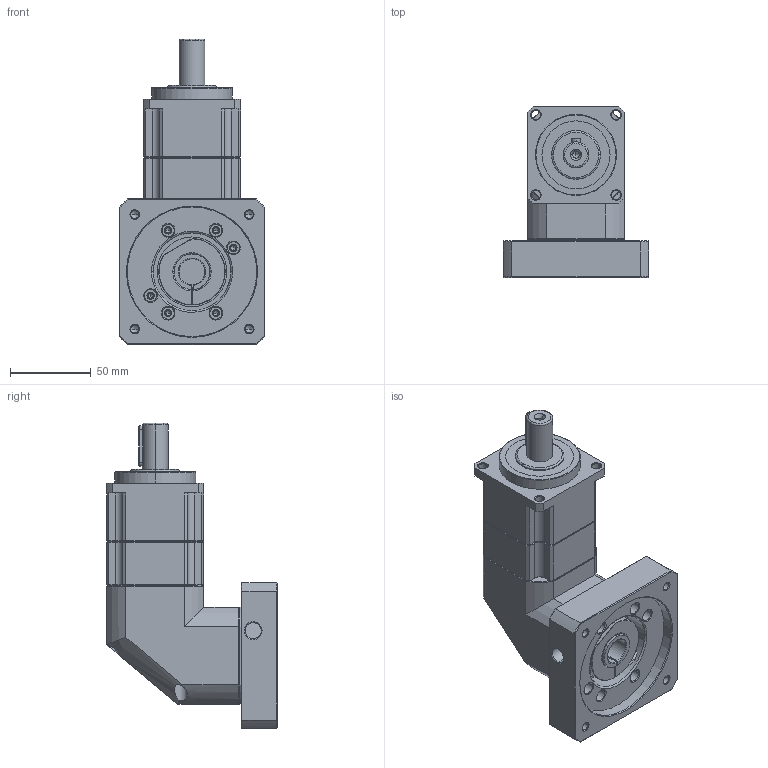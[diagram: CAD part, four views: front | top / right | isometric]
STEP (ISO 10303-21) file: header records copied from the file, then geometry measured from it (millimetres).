
FILE_DESCRIPTION (( 'STEP AP214' ), '1' );
FILE_NAME ('SBL060-L2-16-80-100M6.STEP', '2021-12-25T06:46:29', ( 'admin' ), ( '' ), 'SwSTEP 2.0', 'SolidWorks 2013', '' );
FILE_SCHEMA (( 'AUTOMOTIVE_DESIGN' ));
Length unit declared in the file: millimetre
Products named in the file (7): SB060_X2_8F9351FA7AEF_X0_; SBL060-80-100M6; SBL060_X2_8F9351658F7495017D2773AF_X0_-19; SBL060-19; SBL060-L2-16-80-100M6; 19_X2_8F6C_X0_16_X2_5957_X0_; SB060_X2_4E007EA79F7F5708_X0_
Assembly tree (6 placements, depth 2):
  SBL060-L2-16-80-100M6
    SBL060-19
    SBL060_X2_8F9351658F7495017D2773AF_X0_-19
    SBL060-80-100M6
    SB060_X2_8F9351FA7AEF_X0_
    SB060_X2_4E007EA79F7F5708_X0_
    19_X2_8F6C_X0_16_X2_5957_X0_
Bounding box: 90 x 105.5 x 188.5 mm (x, y, z)
Volume: 628004.3 mm3; surface area: 109495.3 mm2
Topology: 12 solids, 12 shells, 553 faces, 1349 edges, 821 vertices
Faces by surface type: cylinder 191, plane 185, cone 151, bspline 26
Entity records: 23755 total; most frequent: CARTESIAN_POINT 4505, DIRECTION 2747, ORIENTED_EDGE 2634, EDGE_CURVE 1317, AXIS2_PLACEMENT_3D 1077, VERTEX_POINT 821, EDGE_LOOP 626, VECTOR 593
